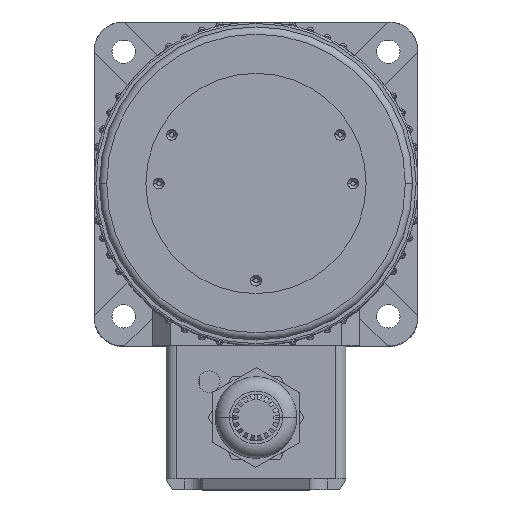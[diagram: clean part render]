
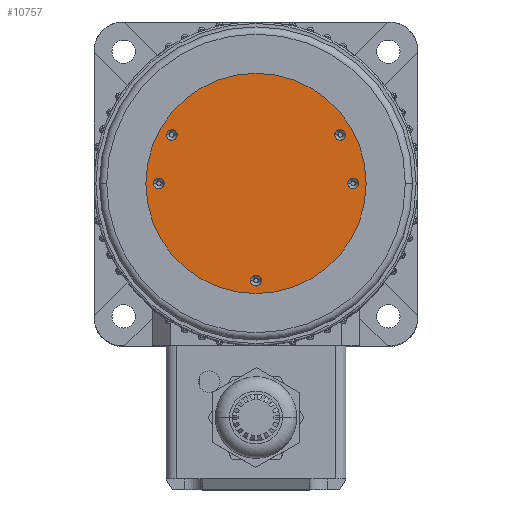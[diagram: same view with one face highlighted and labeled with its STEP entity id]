
A CAD part, top view. The second image highlights one B-rep face of the part: STEP entity #10757.
In plain terms, the highlighted planar face has unit normal (0, 0, 1).
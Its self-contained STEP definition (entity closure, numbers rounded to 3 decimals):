
#51 = EDGE_LOOP ( 'NONE', ( #1966, #15711 ) ) ;
#312 = DIRECTION ( 'NONE',  ( 0., 0., 1. ) ) ;
#495 = DIRECTION ( 'NONE',  ( 0., 0., 1. ) ) ;
#497 = EDGE_CURVE ( 'NONE', #9021, #8507, #12871, .T. ) ;
#607 = ORIENTED_EDGE ( 'NONE', *, *, #497, .F. ) ;
#640 = DIRECTION ( 'NONE',  ( 0., 0., 1. ) ) ;
#658 = DIRECTION ( 'NONE',  ( 0., 0., 1. ) ) ;
#677 = CIRCLE ( 'NONE', #2012, 1.5 ) ;
#847 = CARTESIAN_POINT ( 'NONE',  ( 0., -27., 96. ) ) ;
#851 = CARTESIAN_POINT ( 'NONE',  ( -23.383, 13.5, 96. ) ) ;
#917 = ORIENTED_EDGE ( 'NONE', *, *, #7409, .T. ) ;
#1258 = CIRCLE ( 'NONE', #3181, 1.5 ) ;
#1779 = VERTEX_POINT ( 'NONE', #2465 ) ;
#1966 = ORIENTED_EDGE ( 'NONE', *, *, #15425, .F. ) ;
#2012 = AXIS2_PLACEMENT_3D ( 'NONE', #17443, #8370, #18960 ) ;
#2016 = CARTESIAN_POINT ( 'NONE',  ( -21.883, 13.5, 96. ) ) ;
#2128 = EDGE_LOOP ( 'NONE', ( #11193, #607 ) ) ;
#2298 = DIRECTION ( 'NONE',  ( 0., 0., 1. ) ) ;
#2402 = CARTESIAN_POINT ( 'NONE',  ( 21.883, 13.5, 96. ) ) ;
#2419 = DIRECTION ( 'NONE',  ( 1., 0., 0. ) ) ;
#2423 = DIRECTION ( 'NONE',  ( 1., 0., 0. ) ) ;
#2465 = CARTESIAN_POINT ( 'NONE',  ( -1.5, -27., 96. ) ) ;
#2617 = EDGE_CURVE ( 'NONE', #12704, #7326, #1258, .T. ) ;
#2904 = CIRCLE ( 'NONE', #11203, 1.5 ) ;
#3081 = AXIS2_PLACEMENT_3D ( 'NONE', #8474, #658, #10002 ) ;
#3181 = AXIS2_PLACEMENT_3D ( 'NONE', #9923, #640, #11462 ) ;
#3609 = DIRECTION ( 'NONE',  ( 0., 0., 1. ) ) ;
#4033 = AXIS2_PLACEMENT_3D ( 'NONE', #12861, #3609, #14291 ) ;
#4179 = CARTESIAN_POINT ( 'NONE',  ( 0., 0., 96. ) ) ;
#4221 = VERTEX_POINT ( 'NONE', #18920 ) ;
#4299 = EDGE_CURVE ( 'NONE', #1779, #19194, #2904, .T. ) ;
#4502 = CARTESIAN_POINT ( 'NONE',  ( -27., 0., 96. ) ) ;
#4537 = VERTEX_POINT ( 'NONE', #16767 ) ;
#4594 = ORIENTED_EDGE ( 'NONE', *, *, #15391, .T. ) ;
#4709 = AXIS2_PLACEMENT_3D ( 'NONE', #18181, #9114, #19688 ) ;
#4716 = CARTESIAN_POINT ( 'NONE',  ( 0., -27., 96. ) ) ;
#5284 = ORIENTED_EDGE ( 'NONE', *, *, #4299, .F. ) ;
#5987 = EDGE_CURVE ( 'NONE', #13991, #6802, #14528, .T. ) ;
#6032 = EDGE_LOOP ( 'NONE', ( #4594, #917 ) ) ;
#6062 = DIRECTION ( 'NONE',  ( 1., 0., 0. ) ) ;
#6149 = CARTESIAN_POINT ( 'NONE',  ( 27., 0., 96. ) ) ;
#6264 = DIRECTION ( 'NONE',  ( 1., 0., 0. ) ) ;
#6802 = VERTEX_POINT ( 'NONE', #16127 ) ;
#6859 = FACE_BOUND ( 'NONE', #6948, .T. ) ;
#6889 = PLANE ( 'NONE',  #3081 ) ;
#6948 = EDGE_LOOP ( 'NONE', ( #14892, #8018 ) ) ;
#7010 = EDGE_CURVE ( 'NONE', #4537, #4221, #7677, .T. ) ;
#7326 = VERTEX_POINT ( 'NONE', #2016 ) ;
#7409 = EDGE_CURVE ( 'NONE', #8756, #12567, #12773, .T. ) ;
#7677 = CIRCLE ( 'NONE', #4709, 1.5 ) ;
#7710 = DIRECTION ( 'NONE',  ( 1., 0., 0. ) ) ;
#8018 = ORIENTED_EDGE ( 'NONE', *, *, #7010, .F. ) ;
#8370 = DIRECTION ( 'NONE',  ( 0., 0., 1. ) ) ;
#8430 = ORIENTED_EDGE ( 'NONE', *, *, #11573, .F. ) ;
#8474 = CARTESIAN_POINT ( 'NONE',  ( 0., 0., 96. ) ) ;
#8507 = VERTEX_POINT ( 'NONE', #10462 ) ;
#8756 = VERTEX_POINT ( 'NONE', #15457 ) ;
#8861 = CIRCLE ( 'NONE', #19760, 1.5 ) ;
#9021 = VERTEX_POINT ( 'NONE', #2402 ) ;
#9114 = DIRECTION ( 'NONE',  ( 0., 0., 1. ) ) ;
#9383 = AXIS2_PLACEMENT_3D ( 'NONE', #6149, #16781, #7710 ) ;
#9403 = CIRCLE ( 'NONE', #13258, 1.5 ) ;
#9639 = CARTESIAN_POINT ( 'NONE',  ( 23.383, 13.5, 96. ) ) ;
#9923 = CARTESIAN_POINT ( 'NONE',  ( -23.383, 13.5, 96. ) ) ;
#10002 = DIRECTION ( 'NONE',  ( 1., 0., 0. ) ) ;
#10462 = CARTESIAN_POINT ( 'NONE',  ( 24.883, 13.5, 96. ) ) ;
#10757 = ADVANCED_FACE ( 'NONE', ( #11444, #18539, #10975, #18996, #6859, #14460 ), #6889, .T. ) ;
#10896 = CIRCLE ( 'NONE', #19295, 1.5 ) ;
#10975 = FACE_BOUND ( 'NONE', #14040, .T. ) ;
#10984 = CIRCLE ( 'NONE', #4033, 1.5 ) ;
#11144 = DIRECTION ( 'NONE',  ( 1., 0., 0. ) ) ;
#11193 = ORIENTED_EDGE ( 'NONE', *, *, #11753, .F. ) ;
#11203 = AXIS2_PLACEMENT_3D ( 'NONE', #847, #11663, #2419 ) ;
#11444 = FACE_BOUND ( 'NONE', #2128, .T. ) ;
#11462 = DIRECTION ( 'NONE',  ( 1., 0., 0. ) ) ;
#11534 = CARTESIAN_POINT ( 'NONE',  ( 0., 0., 96. ) ) ;
#11573 = EDGE_CURVE ( 'NONE', #19194, #1779, #8861, .T. ) ;
#11663 = DIRECTION ( 'NONE',  ( 0., 0., 1. ) ) ;
#11665 = DIRECTION ( 'NONE',  ( 0., 0., 1. ) ) ;
#11753 = EDGE_CURVE ( 'NONE', #8507, #9021, #10984, .T. ) ;
#12214 = CARTESIAN_POINT ( 'NONE',  ( 25.5, 0., 96. ) ) ;
#12567 = VERTEX_POINT ( 'NONE', #18034 ) ;
#12704 = VERTEX_POINT ( 'NONE', #16853 ) ;
#12773 = CIRCLE ( 'NONE', #16573, 30.6 ) ;
#12861 = CARTESIAN_POINT ( 'NONE',  ( 23.383, 13.5, 96. ) ) ;
#12871 = CIRCLE ( 'NONE', #13799, 1.5 ) ;
#13082 = DIRECTION ( 'NONE',  ( 1., 0., 0. ) ) ;
#13258 = AXIS2_PLACEMENT_3D ( 'NONE', #851, #11665, #2423 ) ;
#13799 = AXIS2_PLACEMENT_3D ( 'NONE', #9639, #312, #11144 ) ;
#13991 = VERTEX_POINT ( 'NONE', #12214 ) ;
#14040 = EDGE_LOOP ( 'NONE', ( #8430, #5284 ) ) ;
#14291 = DIRECTION ( 'NONE',  ( 1., 0., 0. ) ) ;
#14295 = DIRECTION ( 'NONE',  ( 1., 0., 0. ) ) ;
#14460 = FACE_OUTER_BOUND ( 'NONE', #6032, .T. ) ;
#14470 = EDGE_CURVE ( 'NONE', #4221, #4537, #10896, .T. ) ;
#14528 = CIRCLE ( 'NONE', #9383, 1.5 ) ;
#14620 = EDGE_LOOP ( 'NONE', ( #19615, #16740 ) ) ;
#14892 = ORIENTED_EDGE ( 'NONE', *, *, #14470, .F. ) ;
#15135 = DIRECTION ( 'NONE',  ( 0., 0., 1. ) ) ;
#15270 = CARTESIAN_POINT ( 'NONE',  ( 1.5, -27., 96. ) ) ;
#15326 = DIRECTION ( 'NONE',  ( 0., 0., 1. ) ) ;
#15391 = EDGE_CURVE ( 'NONE', #12567, #8756, #17461, .T. ) ;
#15425 = EDGE_CURVE ( 'NONE', #6802, #13991, #677, .T. ) ;
#15457 = CARTESIAN_POINT ( 'NONE',  ( -30.6, 0., 96. ) ) ;
#15711 = ORIENTED_EDGE ( 'NONE', *, *, #5987, .F. ) ;
#16127 = CARTESIAN_POINT ( 'NONE',  ( 28.5, 0., 96. ) ) ;
#16489 = EDGE_CURVE ( 'NONE', #7326, #12704, #9403, .T. ) ;
#16573 = AXIS2_PLACEMENT_3D ( 'NONE', #11534, #2298, #13082 ) ;
#16740 = ORIENTED_EDGE ( 'NONE', *, *, #2617, .F. ) ;
#16767 = CARTESIAN_POINT ( 'NONE',  ( -28.5, 0., 96. ) ) ;
#16781 = DIRECTION ( 'NONE',  ( 0., 0., 1. ) ) ;
#16853 = CARTESIAN_POINT ( 'NONE',  ( -24.883, 13.5, 96. ) ) ;
#17443 = CARTESIAN_POINT ( 'NONE',  ( 27., 0., 96. ) ) ;
#17461 = CIRCLE ( 'NONE', #18803, 30.6 ) ;
#18034 = CARTESIAN_POINT ( 'NONE',  ( 30.6, 0., 96. ) ) ;
#18181 = CARTESIAN_POINT ( 'NONE',  ( -27., 0., 96. ) ) ;
#18539 = FACE_BOUND ( 'NONE', #14620, .T. ) ;
#18803 = AXIS2_PLACEMENT_3D ( 'NONE', #4179, #495, #14295 ) ;
#18920 = CARTESIAN_POINT ( 'NONE',  ( -25.5, 0., 96. ) ) ;
#18960 = DIRECTION ( 'NONE',  ( 1., 0., 0. ) ) ;
#18996 = FACE_BOUND ( 'NONE', #51, .T. ) ;
#19194 = VERTEX_POINT ( 'NONE', #15270 ) ;
#19295 = AXIS2_PLACEMENT_3D ( 'NONE', #4502, #15135, #6062 ) ;
#19615 = ORIENTED_EDGE ( 'NONE', *, *, #16489, .F. ) ;
#19688 = DIRECTION ( 'NONE',  ( 1., 0., 0. ) ) ;
#19760 = AXIS2_PLACEMENT_3D ( 'NONE', #4716, #15326, #6264 ) ;
